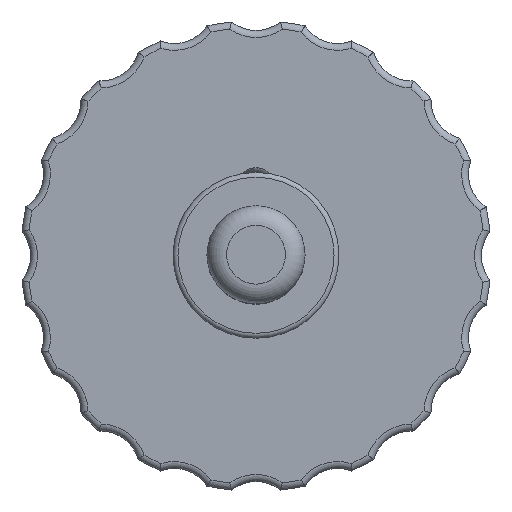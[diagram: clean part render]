
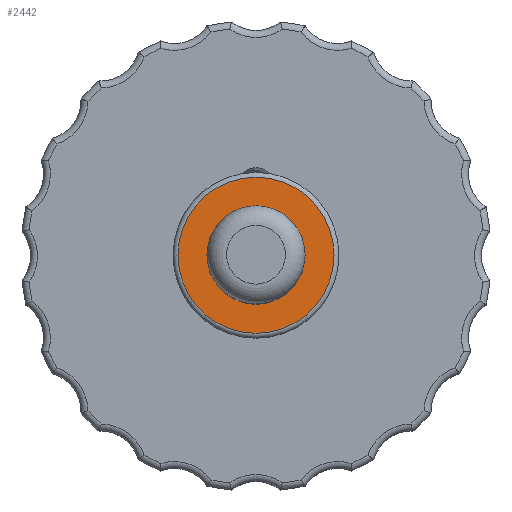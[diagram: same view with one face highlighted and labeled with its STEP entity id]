
A CAD part, top view. The second image highlights one B-rep face of the part: STEP entity #2442.
In plain terms, the highlighted planar face has unit normal (0, 0, 1).
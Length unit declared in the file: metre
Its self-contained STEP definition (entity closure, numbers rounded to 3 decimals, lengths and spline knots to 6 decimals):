
#203=PLANE('',#2808);
#391=CIRCLE('',#2809,0.0025);
#392=CIRCLE('',#2810,0.003981);
#1039=ORIENTED_EDGE('',*,*,#1431,.F.);
#1040=ORIENTED_EDGE('',*,*,#1432,.T.);
#1431=EDGE_CURVE('',#1655,#1655,#391,.T.);
#1432=EDGE_CURVE('',#1656,#1656,#392,.T.);
#1655=VERTEX_POINT('',#4535);
#1656=VERTEX_POINT('',#4537);
#2031=EDGE_LOOP('',(#1039));
#2032=EDGE_LOOP('',(#1040));
#2221=FACE_BOUND('',#2031,.T.);
#2222=FACE_BOUND('',#2032,.T.);
#2442=ADVANCED_FACE('',(#2221,#2222),#203,.T.);
#2808=AXIS2_PLACEMENT_3D('',#4533,#3548,#3549);
#2809=AXIS2_PLACEMENT_3D('',#4534,#3550,#3551);
#2810=AXIS2_PLACEMENT_3D('',#4536,#3552,#3553);
#3548=DIRECTION('',(0.,0.,1.));
#3549=DIRECTION('',(1.,0.,0.));
#3550=DIRECTION('',(0.,0.,1.));
#3551=DIRECTION('',(1.,0.,0.));
#3552=DIRECTION('',(0.,0.,1.));
#3553=DIRECTION('',(1.,0.,0.));
#4533=CARTESIAN_POINT('',(-0.030168,-0.040381,0.0308));
#4534=CARTESIAN_POINT('',(-0.030168,-0.040381,0.0308));
#4535=CARTESIAN_POINT('',(-0.027668,-0.040381,0.0308));
#4536=CARTESIAN_POINT('',(-0.030168,-0.040381,0.0308));
#4537=CARTESIAN_POINT('',(-0.026186,-0.040381,0.0308));
